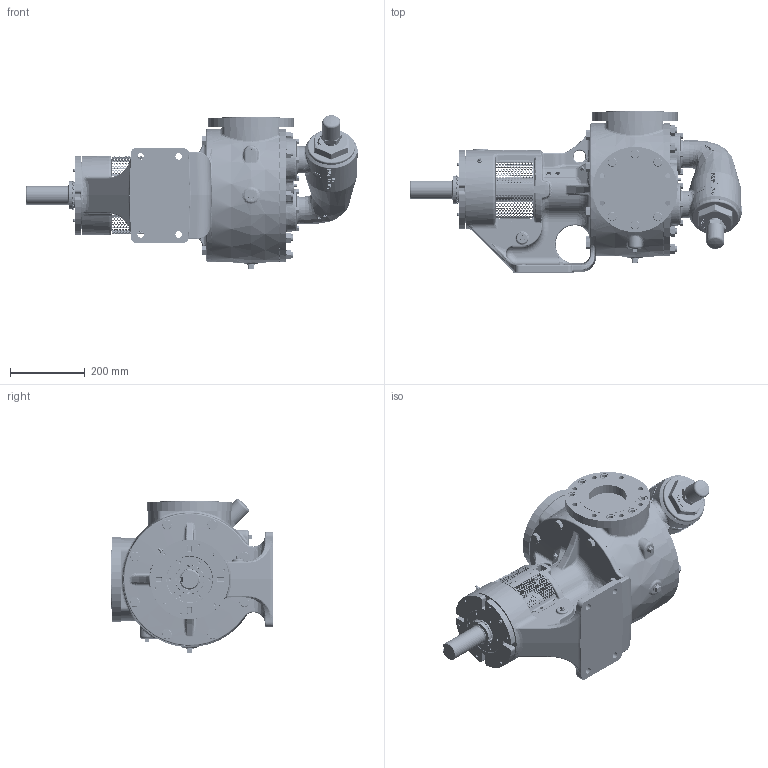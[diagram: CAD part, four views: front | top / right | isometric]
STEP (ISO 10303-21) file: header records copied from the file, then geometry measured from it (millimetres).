
FILE_DESCRIPTION (( 'STEP AP214' ), '1' );
FILE_NAME ('QV-2205.STEP', '2024-02-12T17:46:23', ( '' ), ( '' ), 'SwSTEP 2.0', 'SolidWorks 2022', '' );
FILE_SCHEMA (( 'AUTOMOTIVE_DESIGN' ));
Length unit declared in the file: millimetre
Products named in the file (1): QV-2205
Bounding box: 890.08 x 431.8 x 411.88 mm (x, y, z)
Volume: 37625752.4 mm3; surface area: 1435876.2 mm2
Topology: 1 solids, 1 shells, 8567 faces, 23519 edges, 15233 vertices
Faces by surface type: bspline 3886, plane 3191, cylinder 737, cone 568, torus 126, sphere 59
Entity records: 436227 total; most frequent: CARTESIAN_POINT 198977, ORIENTED_EDGE 46808, DIRECTION 28835, EDGE_CURVE 23404, VERTEX_POINT 15230, EDGE_LOOP 10276, AXIS2_PLACEMENT_3D 9784, LINE 9267
